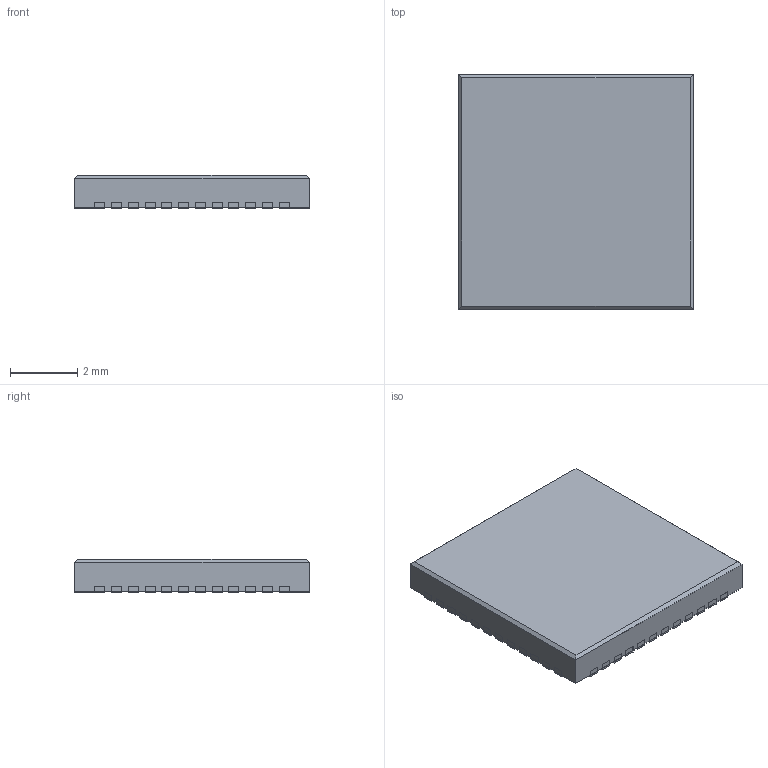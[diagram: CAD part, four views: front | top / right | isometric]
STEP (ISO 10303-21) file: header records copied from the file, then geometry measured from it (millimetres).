
FILE_DESCRIPTION(/* description */ (''),/* implementation_level */ '2;1');
FILE_NAME(/* name */ 'qfn_1535999863129.stp',/* time_stamp */ '2018-09-03T18:37:48+00:00',/* author */ (''),/* organization */ (''),/* preprocessor_version */ 'ST-DEVELOPER v17.2',/* originating_system */ 'ASM',/* authorisation */ '');
FILE_SCHEMA (('AUTOMOTIVE_DESIGN { 1 0 10303 214 3 1 1 }'));
Length unit declared in the file: millimetre
Products named in the file (1): qfn_1535999863129
Bounding box: 7 x 7 x 1 mm (x, y, z)
Volume: 46.8 mm3; surface area: 145.5 mm2
Topology: 25 solids, 25 shells, 490 faces, 1268 edges, 828 vertices
Faces by surface type: plane 442, cylinder 48
Entity records: 15126 total; most frequent: CARTESIAN_POINT 2587, ORIENTED_EDGE 2536, DIRECTION 2346, EDGE_CURVE 1268, LINE 1172, VECTOR 1172, VERTEX_POINT 828, AXIS2_PLACEMENT_3D 587
